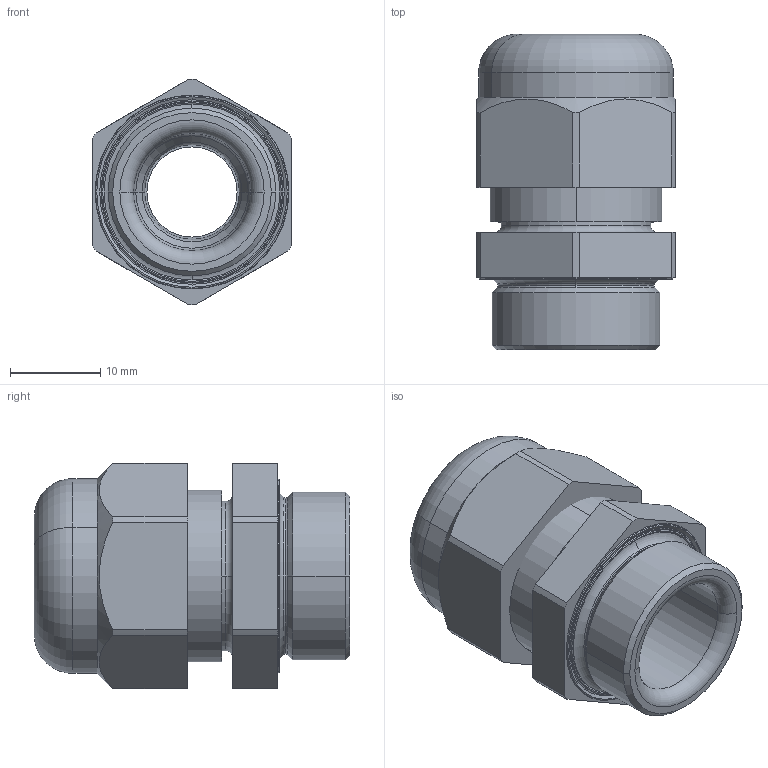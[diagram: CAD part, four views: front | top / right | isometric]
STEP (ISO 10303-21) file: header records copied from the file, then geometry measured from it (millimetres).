
FILE_DESCRIPTION (( 'STEP AP214' ), '1' );
FILE_NAME ('2022621.stp', '2017-06-16T09:24:19', ( '' ), ( '' ), 'SwSTEP 2.0', 'SolidWorks 2016', '' );
FILE_SCHEMA (( 'AUTOMOTIVE_DESIGN' ));
Length unit declared in the file: millimetre
Products named in the file (4): EV131-11-02_Pg11 Standard Gewinde; EV501_PG11; EV111-11-01_technische Darstellung; 2022621
Assembly tree (3 placements, depth 2):
  2022621
    EV111-11-01_technische Darstellung
    EV501_PG11
    EV131-11-02_Pg11 Standard Gewinde
Bounding box: 22 x 35 x 25 mm (x, y, z)
Volume: 8023.6 mm3; surface area: 7858.6 mm2
Topology: 3 solids, 3 shells, 238 faces, 630 edges, 403 vertices
Faces by surface type: cylinder 70, torus 61, plane 60, cone 36, bspline 11
Entity records: 17983 total; most frequent: CARTESIAN_POINT 12040, ORIENTED_EDGE 1260, DIRECTION 1201, EDGE_CURVE 630, AXIS2_PLACEMENT_3D 490, VERTEX_POINT 403, CIRCLE 257, EDGE_LOOP 249
